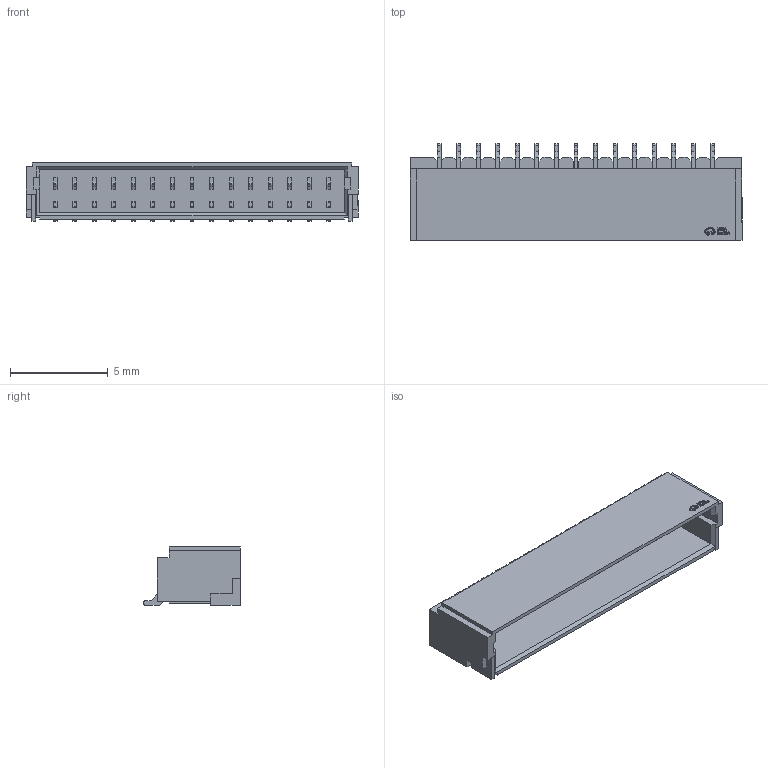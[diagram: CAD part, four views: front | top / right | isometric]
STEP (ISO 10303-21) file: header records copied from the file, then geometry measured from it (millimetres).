
FILE_DESCRIPTION (( 'STEP AP214' ), '1' );
FILE_NAME ('CONN-SMD_SM15B-SRSS-TB.STEP', '2022-12-04T10:55:23', ( '' ), ( '' ), 'SwSTEP 2.0', 'SolidWorks 2020', '' );
FILE_SCHEMA (( 'AUTOMOTIVE_DESIGN' ));
Length unit declared in the file: millimetre
Products named in the file (1): CONN-SMD_SM15B-SRSS-TB
Bounding box: 17 x 4.95 x 3.01 mm (x, y, z)
Volume: 99.4 mm3; surface area: 503.7 mm2
Topology: 1 solids, 1 shells, 773 faces, 2068 edges, 1376 vertices
Faces by surface type: plane 615, bspline 98, cylinder 60
Entity records: 32847 total; most frequent: CARTESIAN_POINT 5524, ORIENTED_EDGE 4136, DIRECTION 3340, EDGE_CURVE 2068, VECTOR 1748, LINE 1748, VERTEX_POINT 1376, EDGE_LOOP 852
